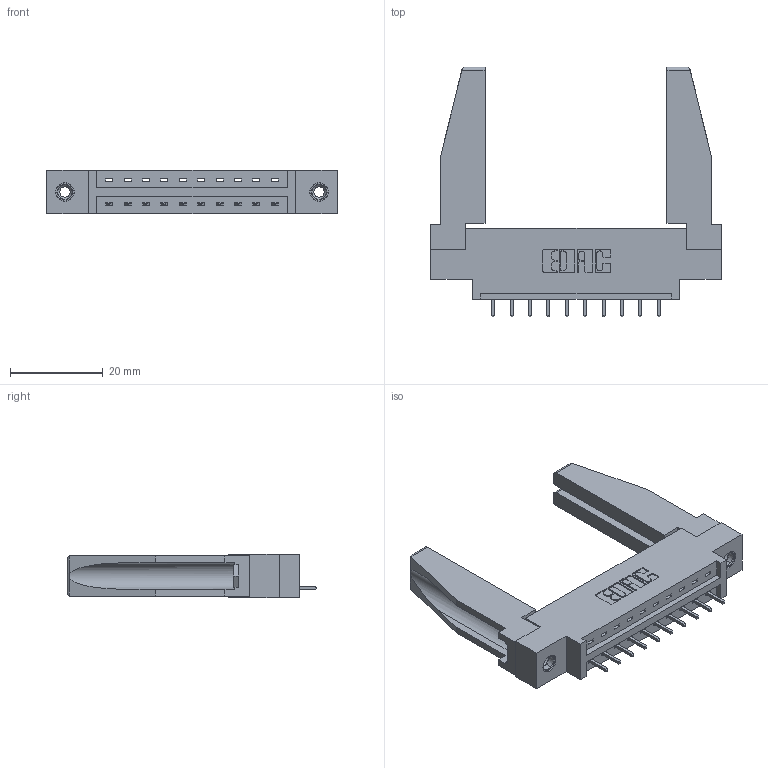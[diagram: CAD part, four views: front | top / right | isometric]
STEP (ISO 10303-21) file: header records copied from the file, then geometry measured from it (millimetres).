
FILE_DESCRIPTION (( 'STEP AP203' ), '1' );
FILE_NAME ('387-010-521-678.STEP', '2019-10-02T11:09:02', ( '' ), ( '' ), 'SwSTEP 2.0', 'SolidWorks 2016', '' );
FILE_SCHEMA (( 'CONFIG_CONTROL_DESIGN' ));
Length unit declared in the file: inch
Products named in the file (5): 337 Part_0.170 Offset - 0.156 Dia-TI; 307-220-078; 345-292-001_345-293-121; 345-250-001_345-250-001-102; 387-010-521-678
Assembly tree (15 placements, depth 2):
  387-010-521-678
    337 Part_0.170 Offset - 0.156 Dia-TI
    345-292-001_345-293-121  x10
    345-250-001_345-250-001-102  x2
    307-220-078  x2
Bounding box: 62.64 x 53.85 x 9.4 mm (x, y, z)
Volume: 9956.9 mm3; surface area: 9797.6 mm2
Topology: 15 solids, 15 shells, 868 faces, 2533 edges, 1666 vertices
Faces by surface type: plane 618, cylinder 234, cone 12, torus 4
Entity records: 14162 total; most frequent: CARTESIAN_POINT 2458, ORIENTED_EDGE 2360, DIRECTION 2144, EDGE_CURVE 1180, VECTOR 1014, LINE 1014, VERTEX_POINT 780, AXIS2_PLACEMENT_3D 565
